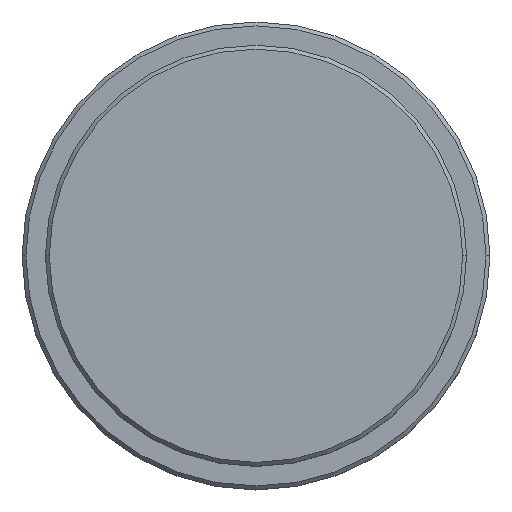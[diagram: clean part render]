
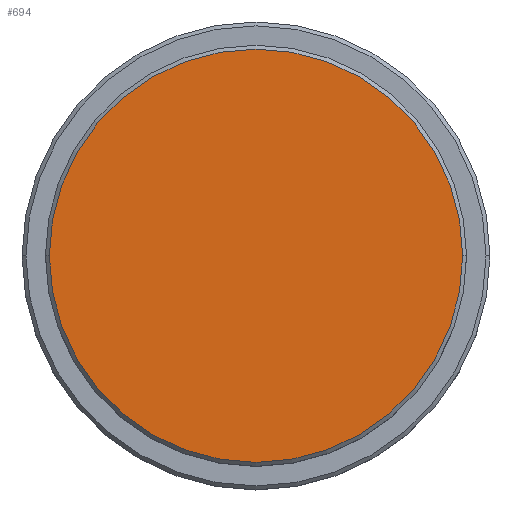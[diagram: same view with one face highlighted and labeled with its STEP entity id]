
A CAD part, top view. The second image highlights one B-rep face of the part: STEP entity #694.
In plain terms, the highlighted planar face has unit normal (0, 0, 1).
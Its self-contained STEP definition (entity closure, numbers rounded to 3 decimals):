
#95 = AXIS2_PLACEMENT_3D ( 'NONE', #243, #1117, #578 ) ;
#134 = VERTEX_POINT ( 'NONE', #1266 ) ;
#243 = CARTESIAN_POINT ( 'NONE',  ( 0., 0., 0. ) ) ;
#287 = VERTEX_POINT ( 'NONE', #974 ) ;
#322 = AXIS2_PLACEMENT_3D ( 'NONE', #1200, #447, #657 ) ;
#408 = DIRECTION ( 'NONE',  ( 0., 0., 1. ) ) ;
#447 = DIRECTION ( 'NONE',  ( 0., 0., 1. ) ) ;
#491 = PLANE ( 'NONE',  #95 ) ;
#505 = EDGE_CURVE ( 'NONE', #287, #134, #922, .T. ) ;
#578 = DIRECTION ( 'NONE',  ( 1., 0., 0. ) ) ;
#657 = DIRECTION ( 'NONE',  ( 1., 0., 0. ) ) ;
#694 = ADVANCED_FACE ( 'NONE', ( #918 ), #491, .T. ) ;
#725 = DIRECTION ( 'NONE',  ( 1., 0., 0. ) ) ;
#789 = AXIS2_PLACEMENT_3D ( 'NONE', #1390, #408, #725 ) ;
#824 = EDGE_CURVE ( 'NONE', #134, #287, #1058, .T. ) ;
#918 = FACE_OUTER_BOUND ( 'NONE', #1154, .T. ) ;
#922 = CIRCLE ( 'NONE', #322, 26.5 ) ;
#974 = CARTESIAN_POINT ( 'NONE',  ( 26.5, 0., 0. ) ) ;
#1022 = ORIENTED_EDGE ( 'NONE', *, *, #824, .T. ) ;
#1058 = CIRCLE ( 'NONE', #789, 26.5 ) ;
#1117 = DIRECTION ( 'NONE',  ( 0., 0., 1. ) ) ;
#1154 = EDGE_LOOP ( 'NONE', ( #1022, #1330 ) ) ;
#1200 = CARTESIAN_POINT ( 'NONE',  ( 0., 0., 0. ) ) ;
#1266 = CARTESIAN_POINT ( 'NONE',  ( -26.5, 0., 0. ) ) ;
#1330 = ORIENTED_EDGE ( 'NONE', *, *, #505, .T. ) ;
#1390 = CARTESIAN_POINT ( 'NONE',  ( 0., 0., 0. ) ) ;
